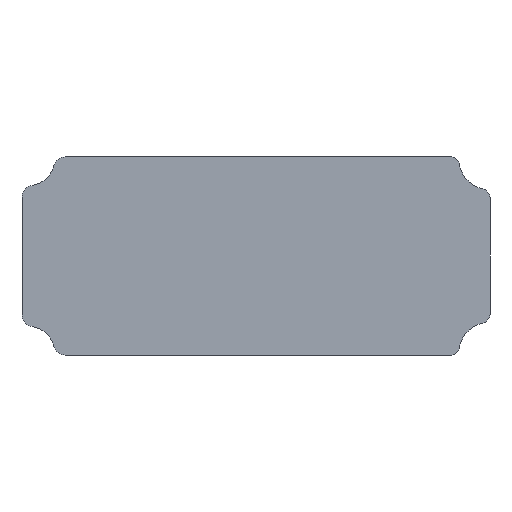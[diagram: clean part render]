
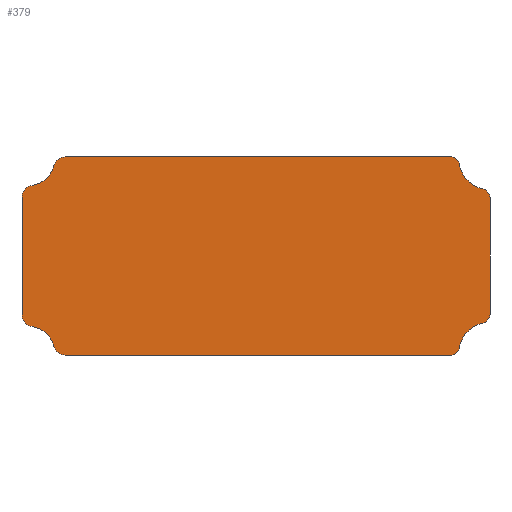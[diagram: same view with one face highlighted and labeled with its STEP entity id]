
A CAD part, front view. The second image highlights one B-rep face of the part: STEP entity #379.
In plain terms, the highlighted planar face has unit normal (0, -1, 0).
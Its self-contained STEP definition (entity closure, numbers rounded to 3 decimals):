
#38=CIRCLE('',#403,2.49);
#40=CIRCLE('',#407,2.49);
#42=CIRCLE('',#410,5.45);
#44=CIRCLE('',#413,2.49);
#46=CIRCLE('',#417,1.88);
#47=CIRCLE('',#419,6.25);
#48=CIRCLE('',#421,1.88);
#49=CIRCLE('',#424,1.88);
#50=CIRCLE('',#426,6.25);
#51=CIRCLE('',#428,1.88);
#52=CIRCLE('',#431,2.49);
#54=CIRCLE('',#434,5.45);
#134=ORIENTED_EDGE('',*,*,#175,.F.);
#135=ORIENTED_EDGE('',*,*,#215,.T.);
#136=ORIENTED_EDGE('',*,*,#212,.F.);
#137=ORIENTED_EDGE('',*,*,#211,.F.);
#138=ORIENTED_EDGE('',*,*,#206,.F.);
#139=ORIENTED_EDGE('',*,*,#204,.T.);
#140=ORIENTED_EDGE('',*,*,#202,.F.);
#141=ORIENTED_EDGE('',*,*,#200,.F.);
#142=ORIENTED_EDGE('',*,*,#198,.F.);
#143=ORIENTED_EDGE('',*,*,#196,.T.);
#144=ORIENTED_EDGE('',*,*,#194,.F.);
#145=ORIENTED_EDGE('',*,*,#192,.F.);
#146=ORIENTED_EDGE('',*,*,#187,.F.);
#147=ORIENTED_EDGE('',*,*,#184,.T.);
#148=ORIENTED_EDGE('',*,*,#181,.F.);
#149=ORIENTED_EDGE('',*,*,#178,.F.);
#175=EDGE_CURVE('',#229,#230,#38,.T.);
#178=EDGE_CURVE('',#230,#232,#260,.T.);
#181=EDGE_CURVE('',#232,#234,#40,.T.);
#184=EDGE_CURVE('',#236,#234,#42,.T.);
#187=EDGE_CURVE('',#236,#238,#44,.T.);
#192=EDGE_CURVE('',#238,#241,#268,.T.);
#194=EDGE_CURVE('',#241,#242,#46,.T.);
#196=EDGE_CURVE('',#243,#242,#47,.T.);
#198=EDGE_CURVE('',#243,#244,#48,.T.);
#200=EDGE_CURVE('',#244,#245,#273,.T.);
#202=EDGE_CURVE('',#245,#246,#49,.T.);
#204=EDGE_CURVE('',#247,#246,#50,.T.);
#206=EDGE_CURVE('',#247,#248,#51,.T.);
#211=EDGE_CURVE('',#248,#250,#281,.T.);
#212=EDGE_CURVE('',#250,#252,#52,.T.);
#215=EDGE_CURVE('',#229,#252,#54,.T.);
#229=VERTEX_POINT('',#584);
#230=VERTEX_POINT('',#586);
#232=VERTEX_POINT('',#592);
#234=VERTEX_POINT('',#598);
#236=VERTEX_POINT('',#604);
#238=VERTEX_POINT('',#610);
#241=VERTEX_POINT('',#619);
#242=VERTEX_POINT('',#623);
#243=VERTEX_POINT('',#627);
#244=VERTEX_POINT('',#631);
#245=VERTEX_POINT('',#635);
#246=VERTEX_POINT('',#639);
#247=VERTEX_POINT('',#643);
#248=VERTEX_POINT('',#647);
#250=VERTEX_POINT('',#652);
#252=VERTEX_POINT('',#659);
#260=LINE('',#591,#290);
#268=LINE('',#618,#298);
#273=LINE('',#634,#303);
#281=LINE('',#656,#311);
#290=VECTOR('',#469,1000.);
#298=VECTOR('',#497,1000.);
#303=VECTOR('',#516,1000.);
#311=VECTOR('',#538,1000.);
#331=EDGE_LOOP('',(#134,#135,#136,#137,#138,#139,#140,#141,#142,#143,#144,
#145,#146,#147,#148,#149));
#351=FACE_BOUND('',#331,.T.);
#359=PLANE('',#436);
#379=ADVANCED_FACE('',(#351),#359,.F.);
#403=AXIS2_PLACEMENT_3D('',#585,#462,#463);
#407=AXIS2_PLACEMENT_3D('',#597,#474,#475);
#410=AXIS2_PLACEMENT_3D('',#603,#481,#482);
#413=AXIS2_PLACEMENT_3D('',#609,#488,#489);
#417=AXIS2_PLACEMENT_3D('',#622,#501,#502);
#419=AXIS2_PLACEMENT_3D('',#626,#506,#507);
#421=AXIS2_PLACEMENT_3D('',#630,#511,#512);
#424=AXIS2_PLACEMENT_3D('',#638,#520,#521);
#426=AXIS2_PLACEMENT_3D('',#642,#525,#526);
#428=AXIS2_PLACEMENT_3D('',#646,#530,#531);
#431=AXIS2_PLACEMENT_3D('',#658,#541,#542);
#434=AXIS2_PLACEMENT_3D('',#664,#548,#549);
#436=AXIS2_PLACEMENT_3D('',#666,#552,#553);
#462=DIRECTION('',(0.,1.,0.));
#463=DIRECTION('',(1.,0.,0.));
#469=DIRECTION('',(0.,0.,1.));
#474=DIRECTION('',(0.,1.,0.));
#475=DIRECTION('',(1.,0.,0.));
#481=DIRECTION('',(0.,1.,0.));
#482=DIRECTION('',(1.,0.,0.));
#488=DIRECTION('',(0.,1.,0.));
#489=DIRECTION('',(1.,0.,0.));
#497=DIRECTION('',(1.,0.,0.));
#501=DIRECTION('',(0.,1.,0.));
#502=DIRECTION('',(1.,0.,0.));
#506=DIRECTION('',(0.,1.,0.));
#507=DIRECTION('',(1.,0.,0.));
#511=DIRECTION('',(0.,1.,0.));
#512=DIRECTION('',(1.,0.,0.));
#516=DIRECTION('',(0.,0.,-1.));
#520=DIRECTION('',(0.,1.,0.));
#521=DIRECTION('',(1.,0.,0.));
#525=DIRECTION('',(0.,1.,0.));
#526=DIRECTION('',(1.,0.,0.));
#530=DIRECTION('',(0.,1.,0.));
#531=DIRECTION('',(1.,0.,0.));
#538=DIRECTION('',(-1.,0.,0.));
#541=DIRECTION('',(0.,1.,0.));
#542=DIRECTION('',(1.,0.,0.));
#548=DIRECTION('',(0.,1.,0.));
#549=DIRECTION('',(1.,0.,0.));
#552=DIRECTION('',(0.,1.,0.));
#553=DIRECTION('',(0.,0.,1.));
#584=CARTESIAN_POINT('',(-46.286,0.,-14.613));
#585=CARTESIAN_POINT('',(-45.91,0.,-12.151));
#586=CARTESIAN_POINT('',(-48.4,0.,-12.151));
#591=CARTESIAN_POINT('',(-48.4,0.,-12.151));
#592=CARTESIAN_POINT('',(-48.4,0.,12.151));
#597=CARTESIAN_POINT('',(-45.91,0.,12.151));
#598=CARTESIAN_POINT('',(-46.286,0.,14.613));
#603=CARTESIAN_POINT('',(-47.11,0.,20.));
#604=CARTESIAN_POINT('',(-41.834,0.,18.634));
#609=CARTESIAN_POINT('',(-39.423,0.,18.01));
#610=CARTESIAN_POINT('',(-39.423,0.,20.5));
#618=CARTESIAN_POINT('',(-39.423,0.,20.5));
#619=CARTESIAN_POINT('',(40.208,0.,20.5));
#622=CARTESIAN_POINT('',(40.208,0.,18.62));
#623=CARTESIAN_POINT('',(42.061,0.,18.939));
#626=CARTESIAN_POINT('',(48.22,0.,20.));
#627=CARTESIAN_POINT('',(46.913,0.,13.888));
#630=CARTESIAN_POINT('',(46.52,0.,12.05));
#631=CARTESIAN_POINT('',(48.4,0.,12.05));
#634=CARTESIAN_POINT('',(48.4,0.,12.05));
#635=CARTESIAN_POINT('',(48.4,0.,-12.05));
#638=CARTESIAN_POINT('',(46.52,0.,-12.05));
#639=CARTESIAN_POINT('',(46.913,0.,-13.888));
#642=CARTESIAN_POINT('',(48.22,0.,-20.));
#643=CARTESIAN_POINT('',(42.061,0.,-18.939));
#646=CARTESIAN_POINT('',(40.208,0.,-18.62));
#647=CARTESIAN_POINT('',(40.208,0.,-20.5));
#652=CARTESIAN_POINT('',(-39.423,0.,-20.5));
#656=CARTESIAN_POINT('',(40.208,0.,-20.5));
#658=CARTESIAN_POINT('',(-39.423,0.,-18.01));
#659=CARTESIAN_POINT('',(-41.834,0.,-18.634));
#664=CARTESIAN_POINT('',(-47.11,0.,-20.));
#666=CARTESIAN_POINT('',(-45.91,0.,-12.151));
